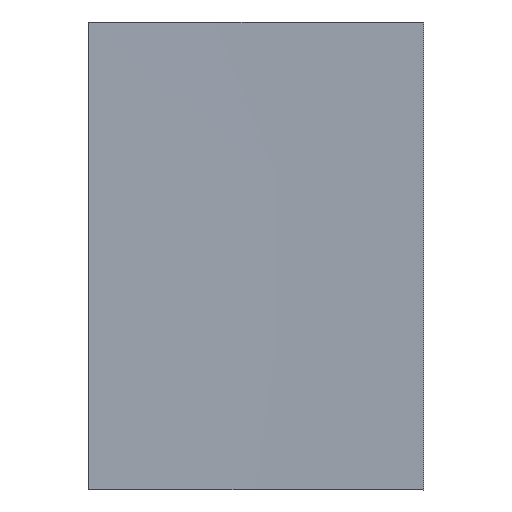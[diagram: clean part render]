
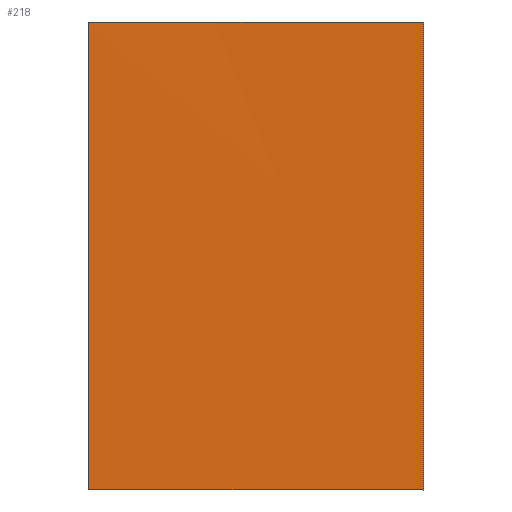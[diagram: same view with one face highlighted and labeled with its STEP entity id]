
A CAD part, front view. The second image highlights one B-rep face of the part: STEP entity #218.
In plain terms, the highlighted face is a extrusion surface.
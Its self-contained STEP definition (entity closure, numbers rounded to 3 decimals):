
#37=CARTESIAN_POINT('Control Point',(107.839,8.784,1.646)) ;
#38=CARTESIAN_POINT('Control Point',(138.615,9.305,1.697)) ;
#39=CARTESIAN_POINT('Control Point',(169.653,8.94,1.671)) ;
#40=CARTESIAN_POINT('Control Point',(198.275,8.436,1.632)) ;
#41=CARTESIAN_POINT('Control Point',(246.14,7.274,1.539)) ;
#42=CARTESIAN_POINT('Control Point',(293.736,5.865,1.425)) ;
#43=CARTESIAN_POINT('Control Point',(310.544,5.347,1.383)) ;
#44=CARTESIAN_POINT('Control Point',(327.34,4.814,1.339)) ;
#45=CARTESIAN_POINT('Control Point',(344.156,4.27,1.295)) ;
#46=CARTESIAN_POINT('Vertex',(107.839,8.784,1.646)) ;
#48=CARTESIAN_POINT('Vertex',(344.156,4.27,1.295)) ;
#89=CARTESIAN_POINT('Control Point',(344.156,4.27,331.)) ;
#90=CARTESIAN_POINT('Control Point',(323.593,4.935,331.)) ;
#91=CARTESIAN_POINT('Control Point',(303.09,5.582,331.)) ;
#92=CARTESIAN_POINT('Control Point',(282.532,6.208,331.)) ;
#93=CARTESIAN_POINT('Control Point',(237.314,7.508,331.)) ;
#94=CARTESIAN_POINT('Control Point',(192.087,8.517,331.)) ;
#95=CARTESIAN_POINT('Control Point',(168.475,8.911,331.)) ;
#96=CARTESIAN_POINT('Control Point',(141.695,9.175,331.)) ;
#97=CARTESIAN_POINT('Control Point',(114.921,8.889,331.)) ;
#98=CARTESIAN_POINT('Control Point',(112.557,8.859,331.)) ;
#99=CARTESIAN_POINT('Control Point',(110.197,8.824,331.)) ;
#100=CARTESIAN_POINT('Control Point',(107.839,8.784,331.)) ;
#101=CARTESIAN_POINT('Vertex',(344.156,4.27,331.)) ;
#103=CARTESIAN_POINT('Vertex',(107.839,8.784,331.)) ;
#140=CARTESIAN_POINT('Line Origine',(107.839,8.784,166.323)) ;
#184=CARTESIAN_POINT('Line Origine',(344.156,4.27,166.147)) ;
#197=CARTESIAN_POINT('Control Point',(344.156,4.27,0.)) ;
#198=CARTESIAN_POINT('Control Point',(323.593,4.935,0.)) ;
#199=CARTESIAN_POINT('Control Point',(303.09,5.582,0.)) ;
#200=CARTESIAN_POINT('Control Point',(282.532,6.208,0.)) ;
#201=CARTESIAN_POINT('Control Point',(237.314,7.508,0.)) ;
#202=CARTESIAN_POINT('Control Point',(192.087,8.517,0.)) ;
#203=CARTESIAN_POINT('Control Point',(168.475,8.911,0.)) ;
#204=CARTESIAN_POINT('Control Point',(141.695,9.175,0.)) ;
#205=CARTESIAN_POINT('Control Point',(114.921,8.889,0.)) ;
#206=CARTESIAN_POINT('Control Point',(112.557,8.859,0.)) ;
#207=CARTESIAN_POINT('Control Point',(110.197,8.824,0.)) ;
#208=CARTESIAN_POINT('Control Point',(107.839,8.784,0.)) ;
#142=VECTOR('Line Direction',#141,1.) ;
#186=VECTOR('Line Direction',#185,1.) ;
#210=VECTOR('Extrusion Surface Vector',#209,1.) ;
#141=DIRECTION('Vector Direction',(0.,0.,1.)) ;
#185=DIRECTION('Vector Direction',(0.,0.,1.)) ;
#209=DIRECTION('Vector Direction',(0.,0.,1.)) ;
#143=LINE('Line',#140,#142) ;
#187=LINE('Line',#184,#186) ;
#50=EDGE_CURVE('',#47,#49,#36,.T.) ;
#105=EDGE_CURVE('',#102,#104,#88,.T.) ;
#144=EDGE_CURVE('',#47,#104,#143,.T.) ;
#188=EDGE_CURVE('',#49,#102,#187,.T.) ;
#213=ORIENTED_EDGE('',*,*,#50,.T.) ;
#214=ORIENTED_EDGE('',*,*,#188,.T.) ;
#215=ORIENTED_EDGE('',*,*,#105,.T.) ;
#216=ORIENTED_EDGE('',*,*,#144,.F.) ;
#212=EDGE_LOOP('',(#213,#214,#215,#216)) ;
#47=VERTEX_POINT('',#46) ;
#49=VERTEX_POINT('',#48) ;
#102=VERTEX_POINT('',#101) ;
#104=VERTEX_POINT('',#103) ;
#218=ADVANCED_FACE('PartBody',(#217),#211,.F.) ;
#36=B_SPLINE_CURVE_WITH_KNOTS('',5,(#37,#38,#39,#40,#41,#42,#43,#44,#45),.UNSPECIFIED.,.F.,.U.,(6,3,6),(0.,217.994,337.696),.UNSPECIFIED.) ;
#88=B_SPLINE_CURVE_WITH_KNOTS('',5,(#89,#90,#91,#92,#93,#94,#95,#96,#97,#98,#99,#100),.UNSPECIFIED.,.F.,.U.,(6,3,3,6),(0.,103.42,224.638,236.384),.UNSPECIFIED.) ;
#196=B_SPLINE_CURVE_WITH_KNOTS('',5,(#197,#198,#199,#200,#201,#202,#203,#204,#205,#206,#207,#208),.UNSPECIFIED.,.F.,.U.,(6,3,3,6),(0.,103.42,224.638,236.384),.UNSPECIFIED.) ;
#217=FACE_OUTER_BOUND('',#212,.T.) ;
#211=SURFACE_OF_LINEAR_EXTRUSION('generated tabulated cylinder',#196,#210) ;
